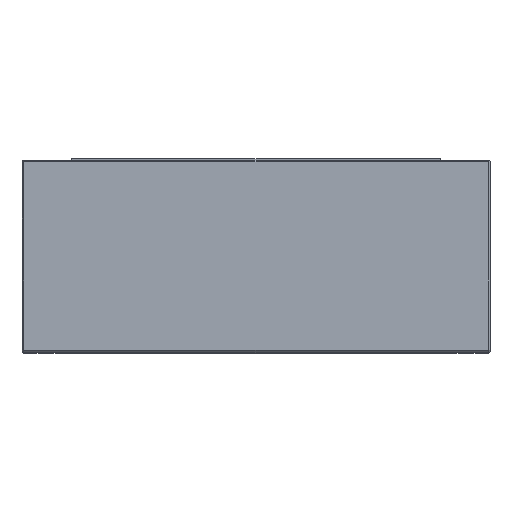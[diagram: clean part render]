
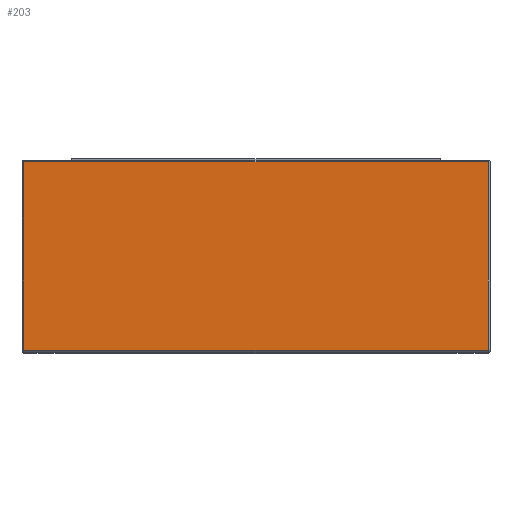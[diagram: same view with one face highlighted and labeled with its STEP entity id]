
A CAD part, top view. The second image highlights one B-rep face of the part: STEP entity #203.
In plain terms, the highlighted planar face has unit normal (0, 0, 1).
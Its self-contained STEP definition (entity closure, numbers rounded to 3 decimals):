
#185 = CARTESIAN_POINT ( 'NONE',  ( -42.2, 34.7, 0. ) ) ;
#203 = ADVANCED_FACE ( 'NONE', ( #2887 ), #2813, .T. ) ;
#329 = VECTOR ( 'NONE', #3467, 1000. ) ;
#491 = CARTESIAN_POINT ( 'NONE',  ( 42.2, 35., 0. ) ) ;
#498 = ORIENTED_EDGE ( 'NONE', *, *, #734, .T. ) ;
#734 = EDGE_CURVE ( 'NONE', #1570, #3474, #1141, .T. ) ;
#782 = ORIENTED_EDGE ( 'NONE', *, *, #3512, .T. ) ;
#792 = DIRECTION ( 'NONE',  ( 0., 1., 0. ) ) ;
#872 = CARTESIAN_POINT ( 'NONE',  ( 42.2, 0.5, 0. ) ) ;
#1025 = ORIENTED_EDGE ( 'NONE', *, *, #1620, .T. ) ;
#1046 = VECTOR ( 'NONE', #1602, 1000. ) ;
#1141 = LINE ( 'NONE', #3433, #329 ) ;
#1152 = EDGE_LOOP ( 'NONE', ( #782, #498, #1846, #1025 ) ) ;
#1241 = EDGE_CURVE ( 'NONE', #3474, #1969, #2594, .T. ) ;
#1381 = VECTOR ( 'NONE', #2969, 1000. ) ;
#1499 = AXIS2_PLACEMENT_3D ( 'NONE', #2764, #2628, #2316 ) ;
#1543 = CARTESIAN_POINT ( 'NONE',  ( -42.2, 0.5, 0. ) ) ;
#1570 = VERTEX_POINT ( 'NONE', #3685 ) ;
#1574 = CARTESIAN_POINT ( 'NONE',  ( -42.2, 0.5, 0. ) ) ;
#1602 = DIRECTION ( 'NONE',  ( 0., -1., 0. ) ) ;
#1620 = EDGE_CURVE ( 'NONE', #1969, #3699, #2842, .T. ) ;
#1846 = ORIENTED_EDGE ( 'NONE', *, *, #1241, .T. ) ;
#1969 = VERTEX_POINT ( 'NONE', #1543 ) ;
#2316 = DIRECTION ( 'NONE',  ( 0., -1., 0. ) ) ;
#2594 = LINE ( 'NONE', #1574, #1046 ) ;
#2628 = DIRECTION ( 'NONE',  ( 0., 0., 1. ) ) ;
#2723 = VECTOR ( 'NONE', #792, 1000. ) ;
#2764 = CARTESIAN_POINT ( 'NONE',  ( -42.5, 35., 0. ) ) ;
#2813 = PLANE ( 'NONE',  #1499 ) ;
#2824 = LINE ( 'NONE', #491, #2723 ) ;
#2842 = LINE ( 'NONE', #3236, #1381 ) ;
#2887 = FACE_OUTER_BOUND ( 'NONE', #1152, .T. ) ;
#2969 = DIRECTION ( 'NONE',  ( 1., 0., 0. ) ) ;
#3236 = CARTESIAN_POINT ( 'NONE',  ( -42.5, 0.5, 0. ) ) ;
#3433 = CARTESIAN_POINT ( 'NONE',  ( -42.5, 34.7, 0. ) ) ;
#3467 = DIRECTION ( 'NONE',  ( -1., 0., 0. ) ) ;
#3474 = VERTEX_POINT ( 'NONE', #185 ) ;
#3512 = EDGE_CURVE ( 'NONE', #3699, #1570, #2824, .T. ) ;
#3685 = CARTESIAN_POINT ( 'NONE',  ( 42.2, 34.7, 0. ) ) ;
#3699 = VERTEX_POINT ( 'NONE', #872 ) ;
